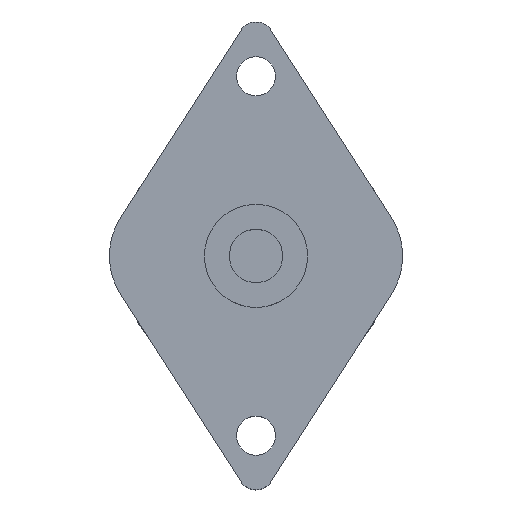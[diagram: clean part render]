
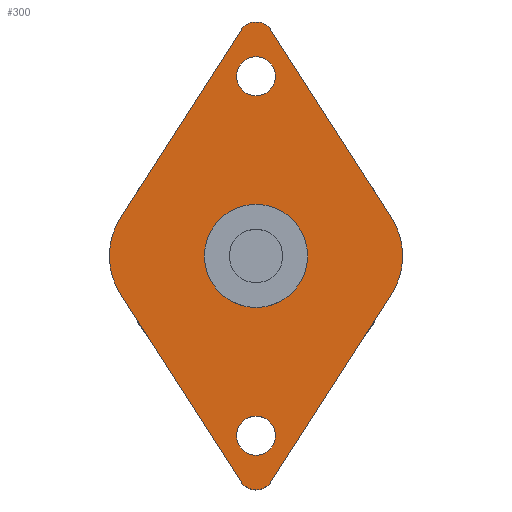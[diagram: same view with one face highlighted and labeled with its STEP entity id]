
A CAD part, top view. The second image highlights one B-rep face of the part: STEP entity #300.
In plain terms, the highlighted planar face has unit normal (0, 0, 1).
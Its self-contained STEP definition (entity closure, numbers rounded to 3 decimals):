
#14=LINE('',#474,#30);
#15=LINE('',#478,#31);
#16=LINE('',#482,#32);
#17=LINE('',#486,#33);
#30=VECTOR('',#381,12.516);
#31=VECTOR('',#384,12.516);
#32=VECTOR('',#387,12.516);
#33=VECTOR('',#390,12.516);
#64=FACE_BOUND('',#104,.T.);
#65=FACE_BOUND('',#105,.T.);
#66=FACE_BOUND('',#106,.T.);
#80=FACE_OUTER_BOUND('',#103,.T.);
#103=EDGE_LOOP('',(#221,#222,#223,#224,#225,#226,#227,#228));
#104=EDGE_LOOP('',(#229));
#105=EDGE_LOOP('',(#230));
#106=EDGE_LOOP('',(#231));
#134=CIRCLE('',#328,1.);
#135=CIRCLE('',#329,4.);
#136=CIRCLE('',#330,1.);
#137=CIRCLE('',#331,4.);
#138=CIRCLE('',#332,1.1);
#139=CIRCLE('',#333,1.1);
#140=CIRCLE('',#334,2.9);
#154=VERTEX_POINT('',#472);
#155=VERTEX_POINT('',#473);
#156=VERTEX_POINT('',#475);
#157=VERTEX_POINT('',#477);
#158=VERTEX_POINT('',#479);
#159=VERTEX_POINT('',#481);
#160=VERTEX_POINT('',#483);
#161=VERTEX_POINT('',#485);
#162=VERTEX_POINT('',#488);
#163=VERTEX_POINT('',#490);
#164=VERTEX_POINT('',#492);
#182=EDGE_CURVE('',#154,#155,#14,.T.);
#183=EDGE_CURVE('',#156,#154,#134,.T.);
#184=EDGE_CURVE('',#157,#156,#15,.T.);
#185=EDGE_CURVE('',#158,#157,#135,.T.);
#186=EDGE_CURVE('',#159,#158,#16,.T.);
#187=EDGE_CURVE('',#160,#159,#136,.T.);
#188=EDGE_CURVE('',#161,#160,#17,.T.);
#189=EDGE_CURVE('',#155,#161,#137,.T.);
#190=EDGE_CURVE('',#162,#162,#138,.T.);
#191=EDGE_CURVE('',#163,#163,#139,.T.);
#192=EDGE_CURVE('',#164,#164,#140,.T.);
#221=ORIENTED_EDGE('',*,*,#182,.F.);
#222=ORIENTED_EDGE('',*,*,#183,.F.);
#223=ORIENTED_EDGE('',*,*,#184,.F.);
#224=ORIENTED_EDGE('',*,*,#185,.F.);
#225=ORIENTED_EDGE('',*,*,#186,.F.);
#226=ORIENTED_EDGE('',*,*,#187,.F.);
#227=ORIENTED_EDGE('',*,*,#188,.F.);
#228=ORIENTED_EDGE('',*,*,#189,.F.);
#229=ORIENTED_EDGE('',*,*,#190,.T.);
#230=ORIENTED_EDGE('',*,*,#191,.T.);
#231=ORIENTED_EDGE('',*,*,#192,.T.);
#288=PLANE('',#327);
#300=ADVANCED_FACE('',(#80,#64,#65,#66),#288,.T.);
#327=AXIS2_PLACEMENT_3D('',#471,#379,#380);
#328=AXIS2_PLACEMENT_3D('',#476,#382,#383);
#329=AXIS2_PLACEMENT_3D('',#480,#385,#386);
#330=AXIS2_PLACEMENT_3D('',#484,#388,#389);
#331=AXIS2_PLACEMENT_3D('',#487,#391,#392);
#332=AXIS2_PLACEMENT_3D('',#489,#393,#394);
#333=AXIS2_PLACEMENT_3D('',#491,#395,#396);
#334=AXIS2_PLACEMENT_3D('',#493,#397,#398);
#379=DIRECTION('center_axis',(0.,0.,1.));
#380=DIRECTION('ref_axis',(1.,0.,0.));
#381=DIRECTION('',(0.541,-0.841,0.));
#382=DIRECTION('center_axis',(0.,0.,-1.));
#383=DIRECTION('ref_axis',(-0.841,0.541,0.));
#384=DIRECTION('',(0.541,0.841,0.));
#385=DIRECTION('center_axis',(0.,0.,-1.));
#386=DIRECTION('ref_axis',(-0.841,-0.541,0.));
#387=DIRECTION('',(-0.541,0.841,0.));
#388=DIRECTION('center_axis',(0.,0.,-1.));
#389=DIRECTION('ref_axis',(0.841,-0.541,0.));
#390=DIRECTION('',(-0.541,-0.841,0.));
#391=DIRECTION('center_axis',(0.,0.,-1.));
#392=DIRECTION('ref_axis',(0.841,0.541,0.));
#393=DIRECTION('center_axis',(0.,0.,-1.));
#394=DIRECTION('ref_axis',(1.,0.,0.));
#395=DIRECTION('center_axis',(0.,0.,-1.));
#396=DIRECTION('ref_axis',(1.,0.,0.));
#397=DIRECTION('center_axis',(0.,0.,-1.));
#398=DIRECTION('ref_axis',(-1.,0.,0.));
#471=CARTESIAN_POINT('Origin',(0.,0.,
0.));
#472=CARTESIAN_POINT('',(0.841,12.692,0.));
#473=CARTESIAN_POINT('',(7.609,2.163,0.));
#474=CARTESIAN_POINT('',(0.841,12.692,0.));
#475=CARTESIAN_POINT('',(-0.841,12.692,0.));
#476=CARTESIAN_POINT('Origin',(0.,12.151,0.));
#477=CARTESIAN_POINT('',(-7.609,2.163,0.));
#478=CARTESIAN_POINT('',(-7.609,2.163,0.));
#479=CARTESIAN_POINT('',(-7.609,-2.163,0.));
#480=CARTESIAN_POINT('Origin',(-4.245,0.,0.));
#481=CARTESIAN_POINT('',(-0.841,-12.692,0.));
#482=CARTESIAN_POINT('',(-0.841,-12.692,0.));
#483=CARTESIAN_POINT('',(0.841,-12.692,0.));
#484=CARTESIAN_POINT('Origin',(0.,-12.151,
0.));
#485=CARTESIAN_POINT('',(7.609,-2.163,0.));
#486=CARTESIAN_POINT('',(7.609,-2.163,0.));
#487=CARTESIAN_POINT('Origin',(4.245,0.,0.));
#488=CARTESIAN_POINT('',(-1.1,10.1,0.));
#489=CARTESIAN_POINT('Origin',(0.,10.1,0.));
#490=CARTESIAN_POINT('',(-1.1,-10.1,0.));
#491=CARTESIAN_POINT('Origin',(0.,-10.1,0.));
#492=CARTESIAN_POINT('',(2.9,0.,0.));
#493=CARTESIAN_POINT('Origin',(0.,0.,0.));
